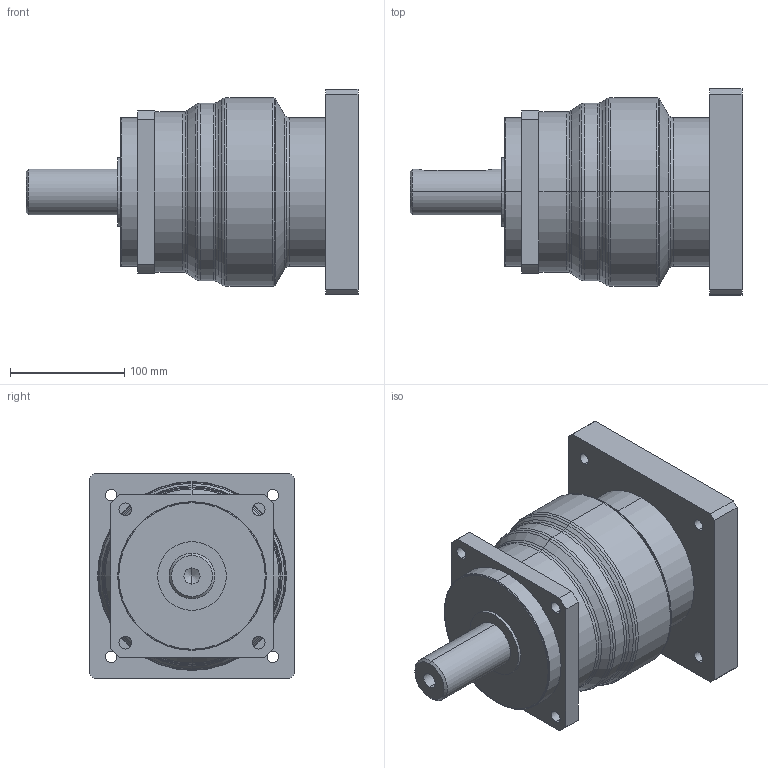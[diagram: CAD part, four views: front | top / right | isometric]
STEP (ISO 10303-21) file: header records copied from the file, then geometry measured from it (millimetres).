
FILE_DESCRIPTION((''),'2;1');
FILE_NAME('00_ASM','2022-06-10T15:23:40',('Administrator'),(''),'CREO PARAMETRIC BY PTC INC, 2019010','CREO PARAMETRIC BY PTC INC, 2019010','');
FILE_SCHEMA(('CONFIG_CONTROL_DESIGN'));
Length unit declared in the file: millimetre
Products named in the file (4): _80001; 200; M1210001; 00_ASM
Assembly tree (3 placements, depth 2):
  00_ASM
    _80001
    200
    M1210001
Bounding box: 290.2 x 180 x 180 mm (x, y, z)
Volume: 3687840.1 mm3; surface area: 255740.3 mm2
Topology: 3 solids, 3 shells, 139 faces, 341 edges, 215 vertices
Faces by surface type: cylinder 60, plane 35, torus 30, cone 14
Entity records: 4478 total; most frequent: CARTESIAN_POINT 915, DIRECTION 811, ORIENTED_EDGE 678, AXIS2_PLACEMENT_3D 344, EDGE_CURVE 339, VERTEX_POINT 215, CIRCLE 198, EDGE_LOOP 170
